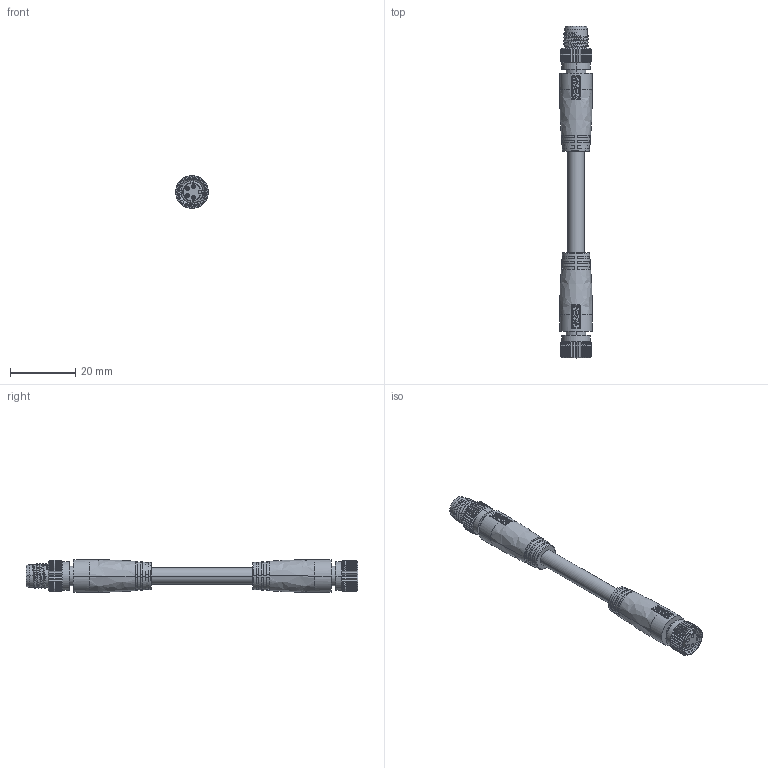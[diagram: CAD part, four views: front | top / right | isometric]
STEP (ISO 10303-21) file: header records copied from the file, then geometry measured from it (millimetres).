
FILE_DESCRIPTION((''),'2;1');
FILE_NAME('M04-F04_SW0001','2020-12-18T',('zq.xu'),(''),'PRO/ENGINEER BY PARAMETRIC TECHNOLOGY CORPORATION, 2012480','PRO/ENGINEER BY PARAMETRIC TECHNOLOGY CORPORATION, 2012480','');
FILE_SCHEMA(('AUTOMOTIVE_DESIGN { 1 0 10303 214 1 1 1 1 }'));
Length unit declared in the file: millimetre
Products named in the file (1): M04-F04_SW0001
Bounding box: 10 x 101.6 x 10 mm (x, y, z)
Volume: 4863.6 mm3; surface area: 4599.2 mm2
Topology: 1 solids, 1 shells, 869 faces, 2341 edges, 1512 vertices
Faces by surface type: plane 452, cylinder 236, bspline 76, cone 59, torus 34, sphere 8, extrusion 4
Entity records: 33387 total; most frequent: CARTESIAN_POINT 12974, ORIENTED_EDGE 4650, DIRECTION 3719, EDGE_CURVE 2325, VERTEX_POINT 1512, AXIS2_PLACEMENT_3D 1441, EDGE_LOOP 923, FACE_OUTER_BOUND 869
